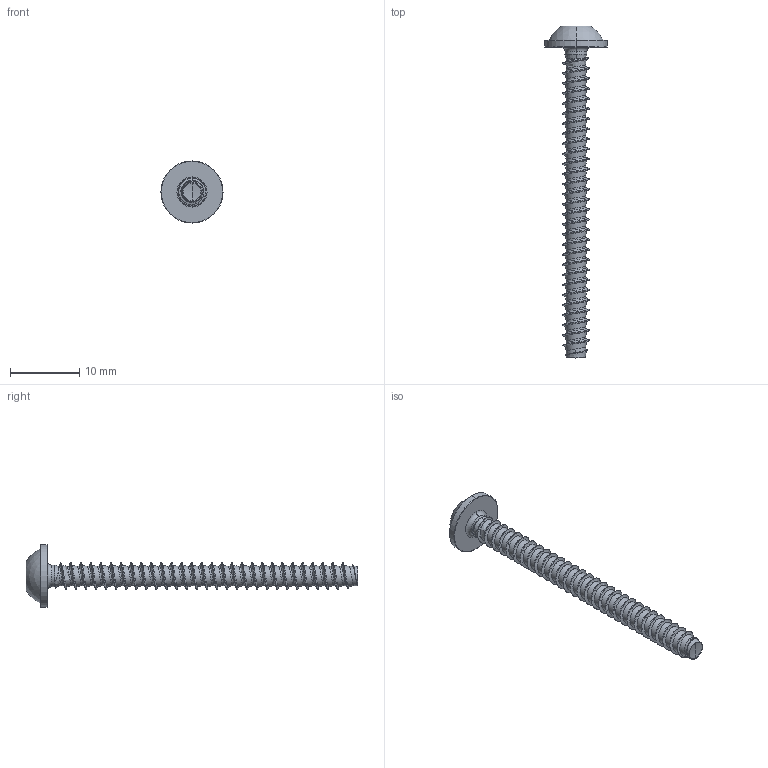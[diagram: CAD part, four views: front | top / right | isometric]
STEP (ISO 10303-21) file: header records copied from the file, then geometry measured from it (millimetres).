
FILE_DESCRIPTION (( 'STEP AP203' ), '1' );
FILE_NAME ('STP380400450.STEP', '2017-08-15T17:51:30', ( '' ), ( '' ), 'SwSTEP 2.0', 'SolidWorks 2015', '' );
FILE_SCHEMA (( 'CONFIG_CONTROL_DESIGN' ));
Length unit declared in the file: millimetre
Products named in the file (1): STP380400450
Bounding box: 9 x 48.1 x 9 mm (x, y, z)
Volume: 445.1 mm3; surface area: 862.9 mm2
Topology: 1 solids, 1 shells, 145 faces, 378 edges, 236 vertices
Faces by surface type: cylinder 85, bspline 35, cone 10, torus 8, sphere 4, plane 3
Entity records: 38801 total; most frequent: CARTESIAN_POINT 35744, ORIENTED_EDGE 752, DIRECTION 457, EDGE_CURVE 376, VERTEX_POINT 236, AXIS2_PLACEMENT_3D 179, B_SPLINE_CURVE_WITH_KNOTS 149, EDGE_LOOP 148
